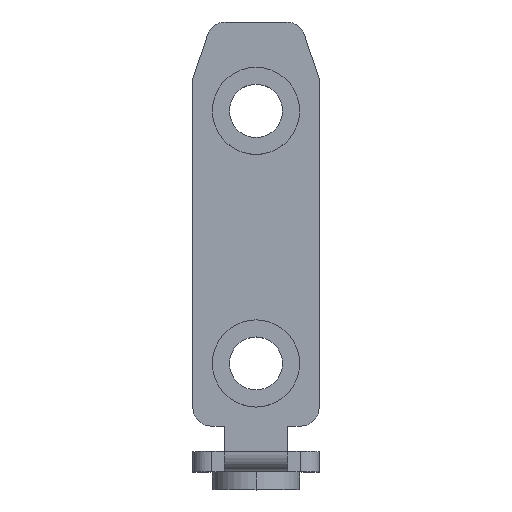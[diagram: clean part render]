
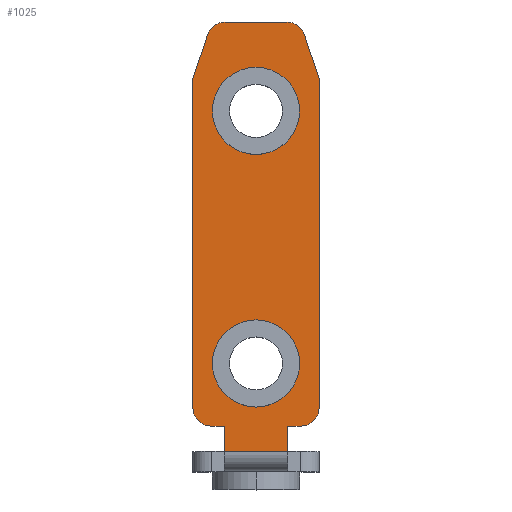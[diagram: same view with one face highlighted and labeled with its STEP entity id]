
A CAD part, top view. The second image highlights one B-rep face of the part: STEP entity #1025.
In plain terms, the highlighted planar face has unit normal (0, 0, 1).
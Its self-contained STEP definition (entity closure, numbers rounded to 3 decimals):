
#2 = EDGE_CURVE ( 'NONE', #1418, #1621, #1017, .T. ) ;
#7 = CARTESIAN_POINT ( 'NONE',  ( 0., 26.96, 1.6 ) ) ;
#15 = CARTESIAN_POINT ( 'NONE',  ( 5., 3.5, 1.6 ) ) ;
#16 = CARTESIAN_POINT ( 'NONE',  ( -3.5, 3.5, 1.6 ) ) ;
#31 = DIRECTION ( 'NONE',  ( -1., 0., 0. ) ) ;
#42 = DIRECTION ( 'NONE',  ( 0., 0., 1. ) ) ;
#64 = CARTESIAN_POINT ( 'NONE',  ( -2.419, 34., 1.6 ) ) ;
#93 = DIRECTION ( 'NONE',  ( -1., 0., 0. ) ) ;
#117 = CARTESIAN_POINT ( 'NONE',  ( 2.5, 2., 1.6 ) ) ;
#124 = DIRECTION ( 'NONE',  ( 0., 0., 1. ) ) ;
#133 = CARTESIAN_POINT ( 'NONE',  ( -2.5, 0., 1.6 ) ) ;
#140 = EDGE_CURVE ( 'NONE', #858, #1068, #192, .T. ) ;
#143 = DIRECTION ( 'NONE',  ( -1., 0., 0. ) ) ;
#172 = EDGE_CURVE ( 'NONE', #1316, #294, #1133, .T. ) ;
#173 = ORIENTED_EDGE ( 'NONE', *, *, #140, .T. ) ;
#189 = AXIS2_PLACEMENT_3D ( 'NONE', #7, #124, #31 ) ;
#191 = PLANE ( 'NONE',  #372 ) ;
#192 = LINE ( 'NONE', #822, #474 ) ;
#206 = DIRECTION ( 'NONE',  ( 0., 0., 1. ) ) ;
#225 = DIRECTION ( 'NONE',  ( -1., 0., 0. ) ) ;
#227 = CARTESIAN_POINT ( 'NONE',  ( -5., 3.5, 1.6 ) ) ;
#230 = CARTESIAN_POINT ( 'NONE',  ( -3.5, 2., 1.6 ) ) ;
#231 = DIRECTION ( 'NONE',  ( 0., 0., 1. ) ) ;
#244 = VECTOR ( 'NONE', #963, 1000. ) ;
#294 = VERTEX_POINT ( 'NONE', #1317 ) ;
#311 = VECTOR ( 'NONE', #993, 1000. ) ;
#315 = DIRECTION ( 'NONE',  ( 0., 0., -1. ) ) ;
#317 = DIRECTION ( 'NONE',  ( -1., 0., 0. ) ) ;
#320 = CARTESIAN_POINT ( 'NONE',  ( 0., 6.96, 1.6 ) ) ;
#338 = DIRECTION ( 'NONE',  ( 0., 0., 1. ) ) ;
#342 = EDGE_LOOP ( 'NONE', ( #899, #1219 ) ) ;
#350 = LINE ( 'NONE', #117, #311 ) ;
#368 = ORIENTED_EDGE ( 'NONE', *, *, #576, .T. ) ;
#372 = AXIS2_PLACEMENT_3D ( 'NONE', #1075, #315, #1234 ) ;
#386 = VERTEX_POINT ( 'NONE', #772 ) ;
#392 = CARTESIAN_POINT ( 'NONE',  ( 5., 29.5, 1.6 ) ) ;
#407 = EDGE_CURVE ( 'NONE', #871, #1160, #677, .T. ) ;
#415 = LINE ( 'NONE', #1237, #1376 ) ;
#437 = ORIENTED_EDGE ( 'NONE', *, *, #915, .T. ) ;
#444 = VECTOR ( 'NONE', #1383, 1000. ) ;
#449 = CARTESIAN_POINT ( 'NONE',  ( 3.5, 2., 1.6 ) ) ;
#450 = AXIS2_PLACEMENT_3D ( 'NONE', #1356, #552, #1457 ) ;
#452 = ORIENTED_EDGE ( 'NONE', *, *, #830, .T. ) ;
#471 = ORIENTED_EDGE ( 'NONE', *, *, #496, .T. ) ;
#474 = VECTOR ( 'NONE', #704, 1000. ) ;
#478 = ORIENTED_EDGE ( 'NONE', *, *, #971, .F. ) ;
#486 = VERTEX_POINT ( 'NONE', #1253 ) ;
#489 = DIRECTION ( 'NONE',  ( 0., 1., 0. ) ) ;
#490 = LINE ( 'NONE', #230, #444 ) ;
#496 = EDGE_CURVE ( 'NONE', #968, #871, #1583, .T. ) ;
#499 = LINE ( 'NONE', #1397, #788 ) ;
#501 = ORIENTED_EDGE ( 'NONE', *, *, #737, .T. ) ;
#515 = CARTESIAN_POINT ( 'NONE',  ( 3.45, 26.96, 1.6 ) ) ;
#518 = LINE ( 'NONE', #133, #1190 ) ;
#522 = ORIENTED_EDGE ( 'NONE', *, *, #407, .T. ) ;
#524 = AXIS2_PLACEMENT_3D ( 'NONE', #16, #881, #143 ) ;
#552 = DIRECTION ( 'NONE',  ( 0., 0., 1. ) ) ;
#558 = VERTEX_POINT ( 'NONE', #703 ) ;
#559 = ORIENTED_EDGE ( 'NONE', *, *, #1009, .T. ) ;
#571 = FACE_BOUND ( 'NONE', #1022, .T. ) ;
#576 = EDGE_CURVE ( 'NONE', #558, #682, #490, .T. ) ;
#601 = AXIS2_PLACEMENT_3D ( 'NONE', #320, #231, #225 ) ;
#620 = CIRCLE ( 'NONE', #1516, 1.5 ) ;
#655 = VERTEX_POINT ( 'NONE', #1147 ) ;
#662 = EDGE_CURVE ( 'NONE', #1160, #1625, #499, .T. ) ;
#677 = CIRCLE ( 'NONE', #1238, 1.5 ) ;
#678 = DIRECTION ( 'NONE',  ( -0.316, 0.949, 0. ) ) ;
#682 = VERTEX_POINT ( 'NONE', #923 ) ;
#700 = AXIS2_PLACEMENT_3D ( 'NONE', #1098, #338, #1252 ) ;
#703 = CARTESIAN_POINT ( 'NONE',  ( -3.5, 2., 1.6 ) ) ;
#704 = DIRECTION ( 'NONE',  ( 0., -1., 0. ) ) ;
#711 = EDGE_CURVE ( 'NONE', #294, #1316, #1446, .T. ) ;
#713 = EDGE_LOOP ( 'NONE', ( #471, #522, #1043, #501, #452, #437, #559, #1048, #173, #1455, #368, #1121, #841, #1398 ) ) ;
#737 = EDGE_CURVE ( 'NONE', #1625, #386, #415, .T. ) ;
#743 = CARTESIAN_POINT ( 'NONE',  ( -3.45, 26.96, 1.6 ) ) ;
#763 = LINE ( 'NONE', #934, #1462 ) ;
#765 = VECTOR ( 'NONE', #1531, 1000. ) ;
#772 = CARTESIAN_POINT ( 'NONE',  ( 3.842, 32.974, 1.6 ) ) ;
#778 = CARTESIAN_POINT ( 'NONE',  ( 3.5, 3.5, 1.6 ) ) ;
#788 = VECTOR ( 'NONE', #489, 1000. ) ;
#822 = CARTESIAN_POINT ( 'NONE',  ( -5., 3.5, 1.6 ) ) ;
#825 = ORIENTED_EDGE ( 'NONE', *, *, #2, .F. ) ;
#830 = EDGE_CURVE ( 'NONE', #386, #486, #892, .T. ) ;
#839 = DIRECTION ( 'NONE',  ( 0., 0., 1. ) ) ;
#841 = ORIENTED_EDGE ( 'NONE', *, *, #1372, .T. ) ;
#858 = VERTEX_POINT ( 'NONE', #958 ) ;
#869 = CARTESIAN_POINT ( 'NONE',  ( -2.5, 0., 1.6 ) ) ;
#871 = VERTEX_POINT ( 'NONE', #1106 ) ;
#881 = DIRECTION ( 'NONE',  ( 0., 0., 1. ) ) ;
#886 = CARTESIAN_POINT ( 'NONE',  ( -2.5, 2., 1.6 ) ) ;
#892 = CIRCLE ( 'NONE', #700, 1.5 ) ;
#899 = ORIENTED_EDGE ( 'NONE', *, *, #172, .F. ) ;
#903 = VERTEX_POINT ( 'NONE', #64 ) ;
#906 = AXIS2_PLACEMENT_3D ( 'NONE', #948, #206, #1090 ) ;
#909 = DIRECTION ( 'NONE',  ( -1., 0., 0. ) ) ;
#915 = EDGE_CURVE ( 'NONE', #486, #903, #763, .T. ) ;
#923 = CARTESIAN_POINT ( 'NONE',  ( -2.5, 2., 1.6 ) ) ;
#934 = CARTESIAN_POINT ( 'NONE',  ( -2.419, 34., 1.6 ) ) ;
#948 = CARTESIAN_POINT ( 'NONE',  ( 0., 26.96, 1.6 ) ) ;
#952 = FACE_OUTER_BOUND ( 'NONE', #713, .T. ) ;
#958 = CARTESIAN_POINT ( 'NONE',  ( -5., 29.5, 1.6 ) ) ;
#963 = DIRECTION ( 'NONE',  ( 1., 0., 0. ) ) ;
#967 = CARTESIAN_POINT ( 'NONE',  ( -5., 29.5, 1.6 ) ) ;
#968 = VERTEX_POINT ( 'NONE', #1242 ) ;
#971 = EDGE_CURVE ( 'NONE', #1621, #1418, #1395, .T. ) ;
#975 = VECTOR ( 'NONE', #1281, 1000. ) ;
#993 = DIRECTION ( 'NONE',  ( 0., 1., 0. ) ) ;
#1009 = EDGE_CURVE ( 'NONE', #903, #1428, #620, .T. ) ;
#1017 = CIRCLE ( 'NONE', #189, 3.45 ) ;
#1018 = LINE ( 'NONE', #967, #975 ) ;
#1022 = EDGE_LOOP ( 'NONE', ( #825, #478 ) ) ;
#1025 = ADVANCED_FACE ( 'NONE', ( #1250, #952, #571 ), #191, .F. ) ;
#1043 = ORIENTED_EDGE ( 'NONE', *, *, #662, .T. ) ;
#1048 = ORIENTED_EDGE ( 'NONE', *, *, #1105, .T. ) ;
#1068 = VERTEX_POINT ( 'NONE', #227 ) ;
#1075 = CARTESIAN_POINT ( 'NONE',  ( -3.5, 3.5, 1.6 ) ) ;
#1090 = DIRECTION ( 'NONE',  ( -1., 0., 0. ) ) ;
#1098 = CARTESIAN_POINT ( 'NONE',  ( 2.419, 32.5, 1.6 ) ) ;
#1105 = EDGE_CURVE ( 'NONE', #1428, #858, #1018, .T. ) ;
#1106 = CARTESIAN_POINT ( 'NONE',  ( 3.5, 2., 1.6 ) ) ;
#1121 = ORIENTED_EDGE ( 'NONE', *, *, #1525, .T. ) ;
#1133 = CIRCLE ( 'NONE', #601, 3.45 ) ;
#1147 = CARTESIAN_POINT ( 'NONE',  ( 2.5, 0., 1.6 ) ) ;
#1160 = VERTEX_POINT ( 'NONE', #15 ) ;
#1190 = VECTOR ( 'NONE', #1520, 1000. ) ;
#1219 = ORIENTED_EDGE ( 'NONE', *, *, #711, .F. ) ;
#1234 = DIRECTION ( 'NONE',  ( -1., 0., 0. ) ) ;
#1235 = LINE ( 'NONE', #886, #765 ) ;
#1237 = CARTESIAN_POINT ( 'NONE',  ( 5., 29.5, 1.6 ) ) ;
#1238 = AXIS2_PLACEMENT_3D ( 'NONE', #778, #42, #909 ) ;
#1242 = CARTESIAN_POINT ( 'NONE',  ( 2.5, 2., 1.6 ) ) ;
#1250 = FACE_BOUND ( 'NONE', #342, .T. ) ;
#1252 = DIRECTION ( 'NONE',  ( 1., 0., 0. ) ) ;
#1253 = CARTESIAN_POINT ( 'NONE',  ( 2.419, 34., 1.6 ) ) ;
#1281 = DIRECTION ( 'NONE',  ( -0.316, -0.949, 0. ) ) ;
#1301 = EDGE_CURVE ( 'NONE', #655, #968, #350, .T. ) ;
#1316 = VERTEX_POINT ( 'NONE', #1630 ) ;
#1317 = CARTESIAN_POINT ( 'NONE',  ( 3.45, 6.96, 1.6 ) ) ;
#1337 = VERTEX_POINT ( 'NONE', #869 ) ;
#1356 = CARTESIAN_POINT ( 'NONE',  ( 0., 6.96, 1.6 ) ) ;
#1372 = EDGE_CURVE ( 'NONE', #1337, #655, #518, .T. ) ;
#1376 = VECTOR ( 'NONE', #678, 1000. ) ;
#1383 = DIRECTION ( 'NONE',  ( 1., 0., 0. ) ) ;
#1389 = EDGE_CURVE ( 'NONE', #1068, #558, #1541, .T. ) ;
#1395 = CIRCLE ( 'NONE', #906, 3.45 ) ;
#1397 = CARTESIAN_POINT ( 'NONE',  ( 5., 3.5, 1.6 ) ) ;
#1398 = ORIENTED_EDGE ( 'NONE', *, *, #1301, .T. ) ;
#1418 = VERTEX_POINT ( 'NONE', #743 ) ;
#1428 = VERTEX_POINT ( 'NONE', #1526 ) ;
#1446 = CIRCLE ( 'NONE', #450, 3.45 ) ;
#1455 = ORIENTED_EDGE ( 'NONE', *, *, #1389, .T. ) ;
#1457 = DIRECTION ( 'NONE',  ( -1., 0., 0. ) ) ;
#1462 = VECTOR ( 'NONE', #317, 1000. ) ;
#1516 = AXIS2_PLACEMENT_3D ( 'NONE', #1603, #839, #93 ) ;
#1520 = DIRECTION ( 'NONE',  ( 1., 0., 0. ) ) ;
#1525 = EDGE_CURVE ( 'NONE', #682, #1337, #1235, .T. ) ;
#1526 = CARTESIAN_POINT ( 'NONE',  ( -3.842, 32.974, 1.6 ) ) ;
#1531 = DIRECTION ( 'NONE',  ( 0., -1., 0. ) ) ;
#1541 = CIRCLE ( 'NONE', #524, 1.5 ) ;
#1583 = LINE ( 'NONE', #449, #244 ) ;
#1603 = CARTESIAN_POINT ( 'NONE',  ( -2.419, 32.5, 1.6 ) ) ;
#1621 = VERTEX_POINT ( 'NONE', #515 ) ;
#1625 = VERTEX_POINT ( 'NONE', #392 ) ;
#1630 = CARTESIAN_POINT ( 'NONE',  ( -3.45, 6.96, 1.6 ) ) ;
